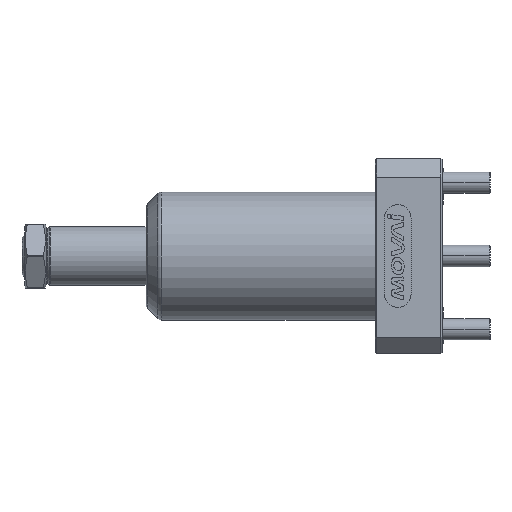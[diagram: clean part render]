
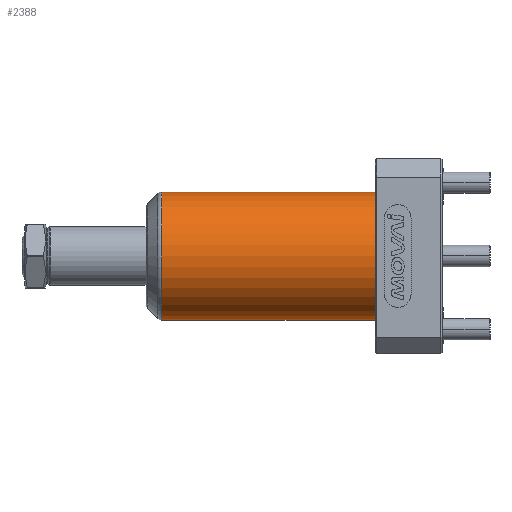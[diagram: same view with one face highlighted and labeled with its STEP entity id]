
A CAD part, left-side view. The second image highlights one B-rep face of the part: STEP entity #2388.
In plain terms, the highlighted cylindrical face has radius 24 mm (diameter 48 mm), a partial arc.
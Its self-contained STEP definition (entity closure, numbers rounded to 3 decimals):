
#344 = CARTESIAN_POINT ( 'NONE',  ( 0., 105.172, 0. ) ) ;
#368 = LINE ( 'NONE', #5986, #7535 ) ;
#1158 = DIRECTION ( 'NONE',  ( 0., -1., 0. ) ) ;
#1794 = EDGE_CURVE ( 'NONE', #10920, #7075, #368, .T. ) ;
#2388 = ADVANCED_FACE ( 'NONE', ( #6851 ), #11186, .T. ) ;
#2453 = DIRECTION ( 'NONE',  ( 0., -1., 0. ) ) ;
#3550 = AXIS2_PLACEMENT_3D ( 'NONE', #344, #2453, #5885 ) ;
#4749 = DIRECTION ( 'NONE',  ( 0., 0., -1. ) ) ;
#5341 = ORIENTED_EDGE ( 'NONE', *, *, #8488, .T. ) ;
#5568 = DIRECTION ( 'NONE',  ( 0., 0., -1. ) ) ;
#5885 = DIRECTION ( 'NONE',  ( 0., 0., -1. ) ) ;
#5895 = VERTEX_POINT ( 'NONE', #9166 ) ;
#5986 = CARTESIAN_POINT ( 'NONE',  ( 0., 0., 24. ) ) ;
#6544 = CARTESIAN_POINT ( 'NONE',  ( 0., 0., -24. ) ) ;
#6774 = AXIS2_PLACEMENT_3D ( 'NONE', #8924, #1158, #5568 ) ;
#6851 = FACE_OUTER_BOUND ( 'NONE', #13635, .T. ) ;
#7075 = VERTEX_POINT ( 'NONE', #11034 ) ;
#7535 = VECTOR ( 'NONE', #9490, 1000. ) ;
#7729 = CIRCLE ( 'NONE', #6774, 24. ) ;
#8087 = CIRCLE ( 'NONE', #3550, 24. ) ;
#8120 = DIRECTION ( 'NONE',  ( 0., -1., 0. ) ) ;
#8190 = CARTESIAN_POINT ( 'NONE',  ( 0., 0., 0. ) ) ;
#8401 = ORIENTED_EDGE ( 'NONE', *, *, #13687, .T. ) ;
#8488 = EDGE_CURVE ( 'NONE', #13048, #5895, #8790, .T. ) ;
#8790 = LINE ( 'NONE', #6544, #9341 ) ;
#8924 = CARTESIAN_POINT ( 'NONE',  ( 0., 25., 0. ) ) ;
#9166 = CARTESIAN_POINT ( 'NONE',  ( 0., 25., -24. ) ) ;
#9341 = VECTOR ( 'NONE', #13040, 1000. ) ;
#9363 = CARTESIAN_POINT ( 'NONE',  ( 0., 105.172, 24. ) ) ;
#9490 = DIRECTION ( 'NONE',  ( 0., -1., 0. ) ) ;
#10764 = EDGE_CURVE ( 'NONE', #7075, #5895, #7729, .T. ) ;
#10920 = VERTEX_POINT ( 'NONE', #9363 ) ;
#11034 = CARTESIAN_POINT ( 'NONE',  ( 0., 25., 24. ) ) ;
#11186 = CYLINDRICAL_SURFACE ( 'NONE', #13492, 24. ) ;
#12194 = ORIENTED_EDGE ( 'NONE', *, *, #1794, .F. ) ;
#13040 = DIRECTION ( 'NONE',  ( 0., -1., 0. ) ) ;
#13048 = VERTEX_POINT ( 'NONE', #14506 ) ;
#13492 = AXIS2_PLACEMENT_3D ( 'NONE', #8190, #8120, #4749 ) ;
#13635 = EDGE_LOOP ( 'NONE', ( #12194, #8401, #5341, #14384 ) ) ;
#13687 = EDGE_CURVE ( 'NONE', #10920, #13048, #8087, .T. ) ;
#14384 = ORIENTED_EDGE ( 'NONE', *, *, #10764, .F. ) ;
#14506 = CARTESIAN_POINT ( 'NONE',  ( 0., 105.172, -24. ) ) ;
